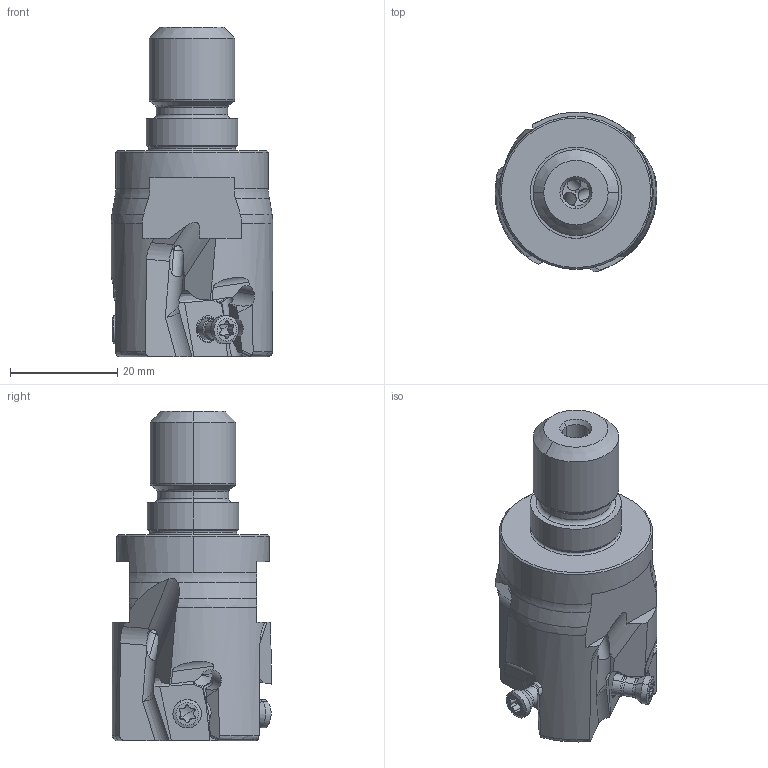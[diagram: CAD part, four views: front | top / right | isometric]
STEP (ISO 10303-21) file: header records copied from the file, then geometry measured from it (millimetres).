
FILE_DESCRIPTION(/* description */ (''),/* implementation_level */ '2;1');
FILE_NAME(/* name */ 'VPX300UR2003AM1640.stp',/* time_stamp */ '2025-08-21T16:00:09+09:00',/* author */ (''),/* organization */ (''),/* preprocessor_version */ 'ST-DEVELOPER v16',/* originating_system */ 'SIEMENS PLM Software NX 10.0',/* authorisation */ '');
FILE_SCHEMA (('AUTOMOTIVE_DESIGN { 1 0 10303 214 3 1 1 1 }'));
Length unit declared in the file: millimetre
Products named in the file (1): VPX300UR2003AM1640_ASM
Bounding box: 30.15 x 29.75 x 61.4 mm (x, y, z)
Volume: 24561 mm3; surface area: 8123.6 mm2
Topology: 4 solids, 4 shells, 357 faces, 979 edges, 634 vertices
Faces by surface type: cylinder 144, plane 96, cone 52, torus 34, bspline 13, extrusion 12, sphere 6
Entity records: 15721 total; most frequent: CARTESIAN_POINT 6793, ORIENTED_EDGE 1926, DIRECTION 1764, EDGE_CURVE 963, AXIS2_PLACEMENT_3D 710, VERTEX_POINT 628, EDGE_LOOP 377, ADVANCED_FACE 357
